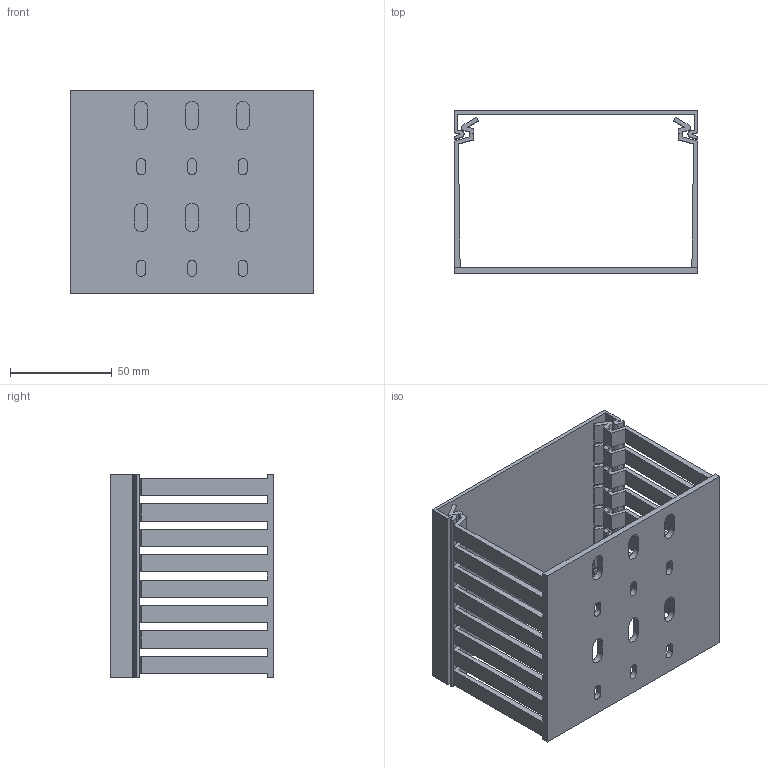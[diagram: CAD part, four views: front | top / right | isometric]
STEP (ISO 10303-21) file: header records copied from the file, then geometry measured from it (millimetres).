
FILE_DESCRIPTION((''),'2;1');
FILE_NAME('BA780120_ASM','2022-04-06T09:20:36',('simony'),(''),'CREO PARAMETRIC BY PTC INC, 2021304','CREO PARAMETRIC BY PTC INC, 2021304','');
FILE_SCHEMA(('AUTOMOTIVE_DESIGN { 1 0 10303 214 1 1 1 1 }'));
Length unit declared in the file: millimetre
Products named in the file (3): PROXY_BA780120-1; PROXY_12271-M; BA780120_ASM
Assembly tree (2 placements, depth 2):
  BA780120_ASM
    PROXY_BA780120-1
    PROXY_12271-M
Bounding box: 120 x 80 x 100 mm (x, y, z)
Volume: 89636 mm3; surface area: 86997 mm2
Topology: 2 solids, 2 shells, 348 faces, 1032 edges, 688 vertices
Faces by surface type: plane 302, cylinder 46
Entity records: 11894 total; most frequent: CARTESIAN_POINT 2080, ORIENTED_EDGE 2064, DIRECTION 1830, EDGE_CURVE 1032, VECTOR 940, LINE 940, VERTEX_POINT 688, AXIS2_PLACEMENT_3D 445
